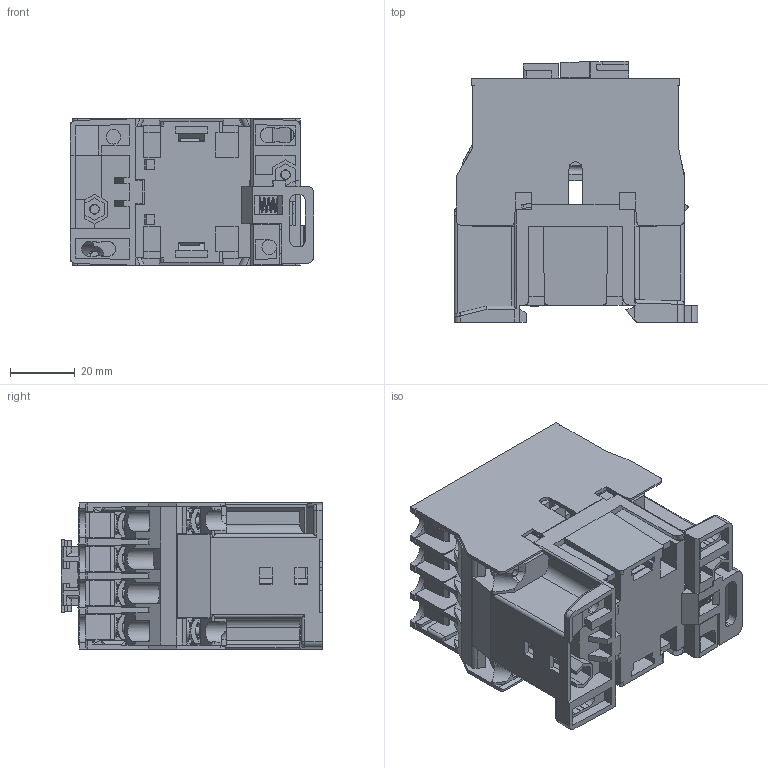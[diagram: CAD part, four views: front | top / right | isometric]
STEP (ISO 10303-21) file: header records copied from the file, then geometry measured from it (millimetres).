
FILE_DESCRIPTION((''),'2;1');
FILE_NAME('NC1-09-12_SW0001','2017-09-22T',('xuping'),(''),'PRO/ENGINEER BY PARAMETRIC TECHNOLOGY CORPORATION, 2008380','PRO/ENGINEER BY PARAMETRIC TECHNOLOGY CORPORATION, 2008380','');
FILE_SCHEMA(('CONFIG_CONTROL_DESIGN'));
Products named in the file (1): NC1-09-12_SW0001
Bounding box: 75 x 80.5 x 45 mm (x, y, z)
Volume: 94872.5 mm3; surface area: 106028.1 mm2
Topology: 9 solids, 11 shells, 5557 faces, 16371 edges, 10580 vertices
Faces by surface type: plane 4179, cylinder 927, torus 276, bspline 97, cone 78
Entity records: 200890 total; most frequent: CARTESIAN_POINT 53378, ORIENTED_EDGE 32666, DIRECTION 28347, EDGE_CURVE 16333, VECTOR 12473, LINE 12473, VERTEX_POINT 10574, AXIS2_PLACEMENT_3D 7937
